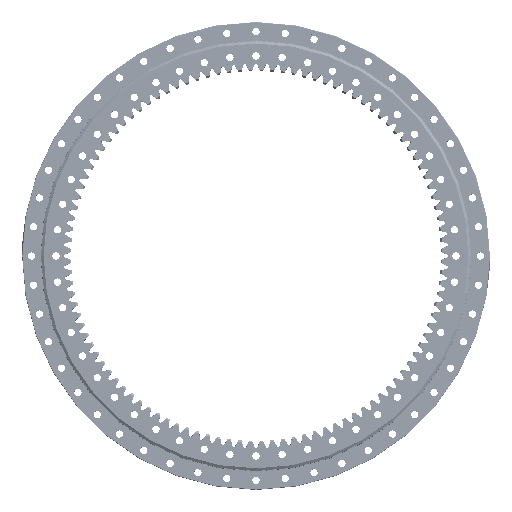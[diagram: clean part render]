
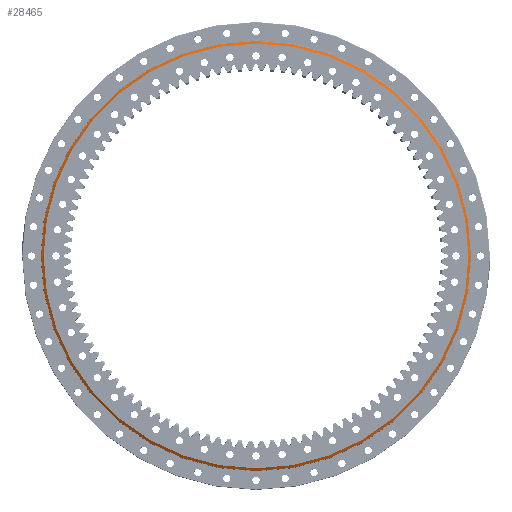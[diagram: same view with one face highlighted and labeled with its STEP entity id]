
A CAD part, top view. The second image highlights one B-rep face of the part: STEP entity #28465.
In plain terms, the highlighted conical face has half-angle 58.57 degrees and reference radius 610.5 mm.
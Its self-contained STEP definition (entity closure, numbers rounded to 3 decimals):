
#1339 = VERTEX_POINT ( 'NONE', #61902 ) ;
#18682 = CIRCLE ( 'NONE', #26179, 618.044 ) ;
#19482 = CIRCLE ( 'NONE', #66228, 610.5 ) ;
#25426 = DIRECTION ( 'NONE',  ( 0., -1., 0. ) ) ;
#26179 = AXIS2_PLACEMENT_3D ( 'NONE', #64057, #27735, #63472 ) ;
#27735 = DIRECTION ( 'NONE',  ( 0., -1., 0. ) ) ;
#27928 = AXIS2_PLACEMENT_3D ( 'NONE', #75686, #25426, #75072 ) ;
#28465 = ADVANCED_FACE ( 'NONE', ( #61455, #71372 ), #56887, .T. ) ;
#32719 = ORIENTED_EDGE ( 'NONE', *, *, #57642, .T. ) ;
#42296 = CARTESIAN_POINT ( 'NONE',  ( 603.5, -2.61, -618.044 ) ) ;
#42801 = VERTEX_POINT ( 'NONE', #42296 ) ;
#43331 = CARTESIAN_POINT ( 'NONE',  ( 603.5, 2., 0. ) ) ;
#50043 = ORIENTED_EDGE ( 'NONE', *, *, #77264, .F. ) ;
#56887 = CONICAL_SURFACE ( 'NONE', #27928, 610.5, 1.022 ) ;
#57642 = EDGE_CURVE ( 'NONE', #1339, #1339, #19482, .T. ) ;
#61455 = FACE_OUTER_BOUND ( 'NONE', #83986, .T. ) ;
#61902 = CARTESIAN_POINT ( 'NONE',  ( 603.5, 2., -610.5 ) ) ;
#63472 = DIRECTION ( 'NONE',  ( 0., 0., -1. ) ) ;
#64057 = CARTESIAN_POINT ( 'NONE',  ( 603.5, -2.61, 0. ) ) ;
#65349 = EDGE_LOOP ( 'NONE', ( #32719 ) ) ;
#66228 = AXIS2_PLACEMENT_3D ( 'NONE', #43331, #71270, #85223 ) ;
#71270 = DIRECTION ( 'NONE',  ( 0., -1., 0. ) ) ;
#71372 = FACE_BOUND ( 'NONE', #65349, .T. ) ;
#75072 = DIRECTION ( 'NONE',  ( 0., 0., -1. ) ) ;
#75686 = CARTESIAN_POINT ( 'NONE',  ( 603.5, 2., 0. ) ) ;
#77264 = EDGE_CURVE ( 'NONE', #42801, #42801, #18682, .T. ) ;
#83986 = EDGE_LOOP ( 'NONE', ( #50043 ) ) ;
#85223 = DIRECTION ( 'NONE',  ( 0., 0., -1. ) ) ;
